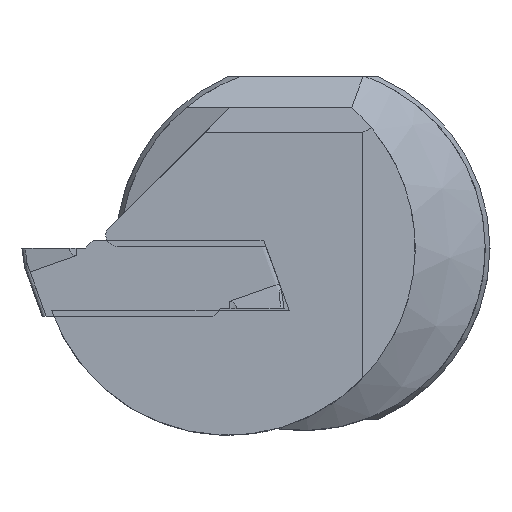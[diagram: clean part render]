
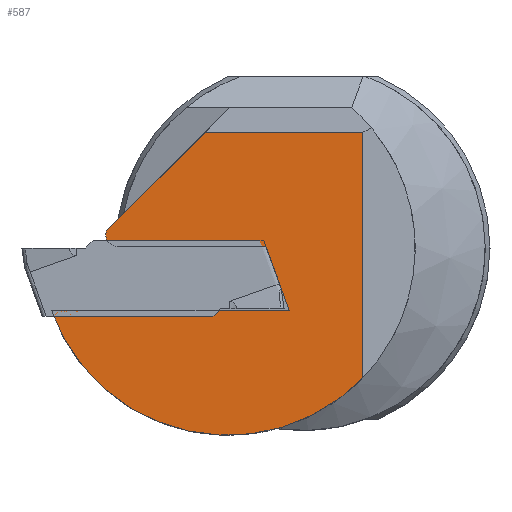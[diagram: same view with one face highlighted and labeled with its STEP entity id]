
A CAD part, left-side view. The second image highlights one B-rep face of the part: STEP entity #587.
In plain terms, the highlighted planar face has unit normal (-1, 0, 0).
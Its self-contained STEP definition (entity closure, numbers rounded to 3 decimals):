
#518=CIRCLE('',#1696,10.);
#519=CIRCLE('',#1697,0.6);
#587=ADVANCED_FACE('',(#685),#632,.T.);
#632=PLANE('',#1698);
#685=FACE_OUTER_BOUND('',#746,.T.);
#746=EDGE_LOOP('',(#1023,#1024,#1025,#1026,#1027,#1028,#1029,#1030));
#1023=ORIENTED_EDGE('',*,*,#1367,.F.);
#1024=ORIENTED_EDGE('',*,*,#1368,.F.);
#1025=ORIENTED_EDGE('',*,*,#1369,.F.);
#1026=ORIENTED_EDGE('',*,*,#1370,.F.);
#1027=ORIENTED_EDGE('',*,*,#1371,.T.);
#1028=ORIENTED_EDGE('',*,*,#1372,.F.);
#1029=ORIENTED_EDGE('',*,*,#1373,.F.);
#1030=ORIENTED_EDGE('',*,*,#1374,.F.);
#1221=VERTEX_POINT('',#2397);
#1222=VERTEX_POINT('',#2398);
#1223=VERTEX_POINT('',#2400);
#1224=VERTEX_POINT('',#2402);
#1225=VERTEX_POINT('',#2404);
#1226=VERTEX_POINT('',#2406);
#1227=VERTEX_POINT('',#2408);
#1228=VERTEX_POINT('',#2410);
#1367=EDGE_CURVE('',#1221,#1222,#1488,.T.);
#1368=EDGE_CURVE('',#1223,#1221,#1489,.T.);
#1369=EDGE_CURVE('',#1224,#1223,#518,.T.);
#1370=EDGE_CURVE('',#1225,#1224,#1490,.T.);
#1371=EDGE_CURVE('',#1225,#1226,#1491,.T.);
#1372=EDGE_CURVE('',#1227,#1226,#1492,.T.);
#1373=EDGE_CURVE('',#1228,#1227,#519,.T.);
#1374=EDGE_CURVE('',#1222,#1228,#1493,.T.);
#1488=LINE('',#2396,#1585);
#1489=LINE('',#2399,#1586);
#1490=LINE('',#2403,#1587);
#1491=LINE('',#2405,#1588);
#1492=LINE('',#2407,#1589);
#1493=LINE('',#2411,#1590);
#1585=VECTOR('',#1958,1.);
#1586=VECTOR('',#1959,1.);
#1587=VECTOR('',#1962,1.);
#1588=VECTOR('',#1963,1.);
#1589=VECTOR('',#1964,1.);
#1590=VECTOR('',#1967,1.);
#1696=AXIS2_PLACEMENT_3D('',#2401,#1960,#1961);
#1697=AXIS2_PLACEMENT_3D('',#2409,#1965,#1966);
#1698=AXIS2_PLACEMENT_3D('',#2412,#1968,#1969);
#1958=DIRECTION('',(0.,0.342,0.94));
#1959=DIRECTION('',(0.,-1.,0.));
#1960=DIRECTION('',(1.,0.,0.));
#1961=DIRECTION('',(0.,0.,1.));
#1962=DIRECTION('',(0.,0.,-1.));
#1963=DIRECTION('',(0.,1.,0.));
#1964=DIRECTION('',(0.,-0.707,0.707));
#1965=DIRECTION('',(1.,0.,0.));
#1966=DIRECTION('',(0.,0.,1.));
#1967=DIRECTION('',(0.,1.,0.));
#1968=DIRECTION('',(-1.,0.,0.));
#1969=DIRECTION('',(0.,0.,1.));
#2396=CARTESIAN_POINT('',(0.2,-0.041,-5.445));
#2397=CARTESIAN_POINT('',(0.2,0.721,-3.35));
#2398=CARTESIAN_POINT('',(0.2,1.977,0.1));
#2399=CARTESIAN_POINT('',(0.2,-15.,-3.35));
#2400=CARTESIAN_POINT('',(0.2,13.422,-3.35));
#2401=CARTESIAN_POINT('',(0.2,4.,0.));
#2402=CARTESIAN_POINT('',(0.2,-3.2,-6.94));
#2403=CARTESIAN_POINT('',(0.2,-3.2,0.));
#2404=CARTESIAN_POINT('',(0.2,-3.2,6.194));
#2405=CARTESIAN_POINT('',(0.2,-15.,6.194));
#2406=CARTESIAN_POINT('',(0.2,5.206,6.194));
#2407=CARTESIAN_POINT('',(0.2,-1.8,13.2));
#2408=CARTESIAN_POINT('',(0.2,10.481,0.919));
#2409=CARTESIAN_POINT('',(0.2,9.922,0.7));
#2410=CARTESIAN_POINT('',(0.2,9.922,0.1));
#2411=CARTESIAN_POINT('',(0.2,-15.,0.1));
#2412=CARTESIAN_POINT('',(0.2,-15.,0.));
